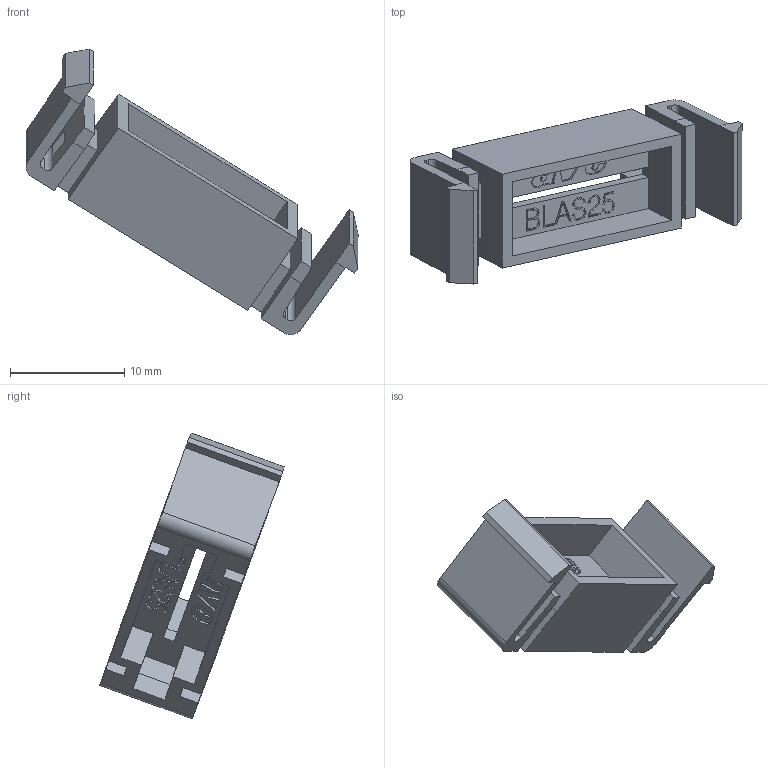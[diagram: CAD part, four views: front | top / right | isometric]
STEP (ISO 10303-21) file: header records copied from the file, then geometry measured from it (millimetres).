
FILE_DESCRIPTION(('CATIA V5 STEP Exchange'),'2;1');
FILE_NAME('BLAS25.stp','2023-09-25T06:56:20+00:00',('none'),('none'),'CATIA Version 5-6 Release 2016 SP6','CATIA V5 STEP AP203','none');
FILE_SCHEMA(('CONFIG_CONTROL_DESIGN'));
Length unit declared in the file: millimetre
Products named in the file (1): BLAS25
Assembly tree (2 placements, depth 2):
  BLAS25
    #57
    #101
Bounding box: 29.1 x 16.17 x 25.05 mm (x, y, z)
Volume: 822.8 mm3; surface area: 1848.7 mm2
Topology: 1 solids, 1 shells, 617 faces, 1780 edges, 1192 vertices
Faces by surface type: plane 515, cylinder 66, extrusion 36
Entity records: 19992 total; most frequent: CARTESIAN_POINT 4206, ORIENTED_EDGE 3556, DIRECTION 2709, EDGE_CURVE 1778, VECTOR 1535, LINE 1499, VERTEX_POINT 1188, EDGE_LOOP 648
